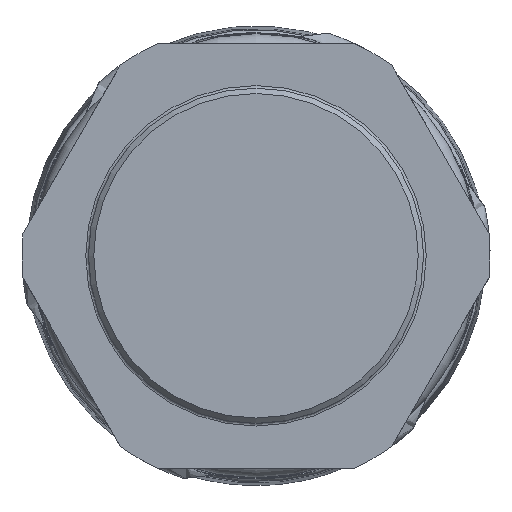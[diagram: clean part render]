
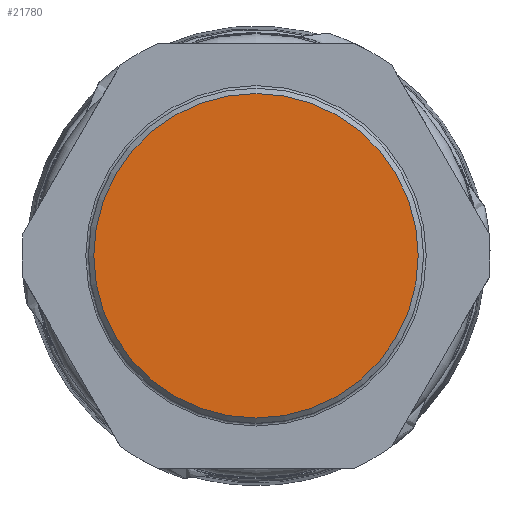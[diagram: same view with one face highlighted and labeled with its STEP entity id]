
A CAD part, left-side view. The second image highlights one B-rep face of the part: STEP entity #21780.
In plain terms, the highlighted planar face has unit normal (-1, 0, 0).
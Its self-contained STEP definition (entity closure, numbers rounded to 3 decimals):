
#3689=PLANE('',#23429);
#4560=FACE_OUTER_BOUND('',#5867,.T.);
#5867=EDGE_LOOP('',(#15759));
#7197=CIRCLE('',#23430,30.5);
#8836=VERTEX_POINT('',#38396);
#11305=EDGE_CURVE('',#8836,#8836,#7197,.T.);
#15759=ORIENTED_EDGE('',*,*,#11305,.F.);
#21780=ADVANCED_FACE('',(#4560),#3689,.T.);
#23429=AXIS2_PLACEMENT_3D('',#38395,#27267,#27268);
#23430=AXIS2_PLACEMENT_3D('',#38397,#27269,#27270);
#27267=DIRECTION('center_axis',(-1.,0.,0.));
#27268=DIRECTION('ref_axis',(0.,1.,0.));
#27269=DIRECTION('center_axis',(1.,0.,0.));
#27270=DIRECTION('ref_axis',(0.,-1.,0.));
#38395=CARTESIAN_POINT('Origin',(-56.45,0.,
-30.5));
#38396=CARTESIAN_POINT('',(-56.45,0.,-30.5));
#38397=CARTESIAN_POINT('Origin',(-56.45,0.,
0.));
